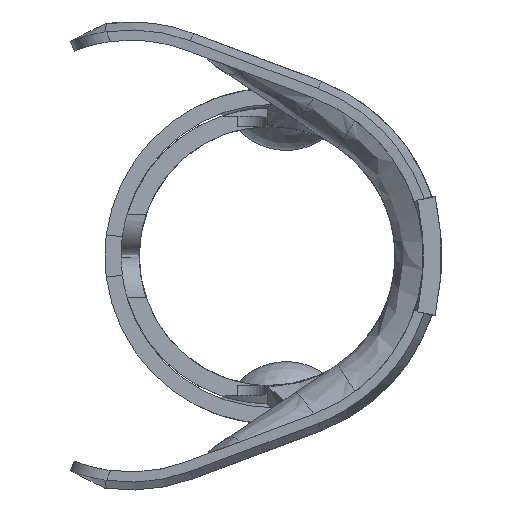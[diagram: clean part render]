
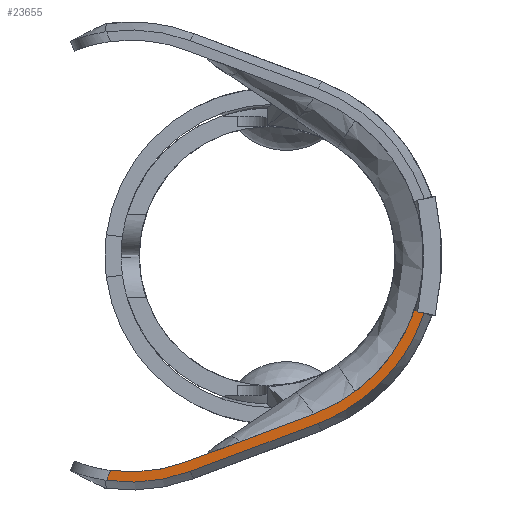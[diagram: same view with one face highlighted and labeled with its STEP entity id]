
A CAD part, left-side view. The second image highlights one B-rep face of the part: STEP entity #23655.
In plain terms, the highlighted planar face has unit normal (-0.996, 0.087, 0).
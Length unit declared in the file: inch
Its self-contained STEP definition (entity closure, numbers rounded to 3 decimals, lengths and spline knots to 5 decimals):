
#602 = LINE ( 'NONE', #8242, #17166 ) ;
#616 = EDGE_CURVE ( 'NONE', #20911, #3956, #602, .T. ) ;
#1341 = ORIENTED_EDGE ( 'NONE', *, *, #4276, .F. ) ;
#1643 = CARTESIAN_POINT ( 'NONE',  ( 0.02183, 0.07847, -0.21329 ) ) ;
#1650 = VERTEX_POINT ( 'NONE', #14418 ) ;
#1653 = ORIENTED_EDGE ( 'NONE', *, *, #9397, .T. ) ;
#1698 = ORIENTED_EDGE ( 'NONE', *, *, #23407, .F. ) ;
#2256 = ORIENTED_EDGE ( 'NONE', *, *, #3614, .F. ) ;
#2980 = CARTESIAN_POINT ( 'NONE',  ( 0.02214, 0.08206, -0.20374 ) ) ;
#3164 = CARTESIAN_POINT ( 'NONE',  ( 0.02866, 0.15658, -0.21212 ) ) ;
#3614 = EDGE_CURVE ( 'NONE', #3956, #11921, #9963, .T. ) ;
#3922 = DIRECTION ( 'NONE',  ( 0.087, 0.996, 0. ) ) ;
#3956 = VERTEX_POINT ( 'NONE', #22410 ) ;
#4276 = EDGE_CURVE ( 'NONE', #20966, #11806, #14224, .T. ) ;
#4537 = CARTESIAN_POINT ( 'NONE',  ( 0.01075, -0.04808, -0.16597 ) ) ;
#4673 = CARTESIAN_POINT ( 'NONE',  ( 0.01075, -0.04808, -0.16597 ) ) ;
#4819 = VECTOR ( 'NONE', #20927, 39.37008 ) ;
#4857 = CARTESIAN_POINT ( 'NONE',  ( 0.02866, 0.15658, -0.21212 ) ) ;
#5651 = LINE ( 'NONE', #13297, #4819 ) ;
#5799 = PLANE ( 'NONE',  #15144 ) ;
#5912 =( BOUNDED_CURVE ( )  B_SPLINE_CURVE ( 3, ( #9200, #16821, #24483, #7319 ),
 .UNSPECIFIED., .F., .F. ) 
 B_SPLINE_CURVE_WITH_KNOTS ( ( 4, 4 ),
 ( 5.07023, 5.9586 ),
 .UNSPECIFIED. ) 
 CURVE ( )  GEOMETRIC_REPRESENTATION_ITEM ( )  RATIONAL_B_SPLINE_CURVE ( ( 1., 0.935, 0.935, 1. ) ) 
 REPRESENTATION_ITEM ( '' )  );
#6131 = CARTESIAN_POINT ( 'NONE',  ( 0.02899, 0.16041, -0.22187 ) ) ;
#6410 = CARTESIAN_POINT ( 'NONE',  ( 0.00266, -0.14055, -0.08842 ) ) ;
#6937 = LINE ( 'NONE', #14565, #8356 ) ;
#7319 = CARTESIAN_POINT ( 'NONE',  ( 0.00234, -0.14428, -0.05326 ) ) ;
#7426 = DIRECTION ( 'NONE',  ( 0.032, 0.366, -0.93 ) ) ;
#8242 = CARTESIAN_POINT ( 'NONE',  ( 0.00318, -0.13467, -0.13359 ) ) ;
#8356 = VECTOR ( 'NONE', #22225, 39.37008 ) ;
#9200 = CARTESIAN_POINT ( 'NONE',  ( 0.01107, -0.04449, -0.15642 ) ) ;
#9276 = CARTESIAN_POINT ( 'NONE',  ( 0.02409, 0.10429, -0.22295 ) ) ;
#9397 = EDGE_CURVE ( 'NONE', #20966, #11921, #16930, .T. ) ;
#9963 = B_SPLINE_CURVE_WITH_KNOTS ( 'NONE', 3,
 ( #1643, #9276, #16901, #24562 ),
 .UNSPECIFIED., .F., .F.,
 ( 4, 4 ),
 ( 0., 0.00212 ),
 .UNSPECIFIED. ) ;
#10593 = B_SPLINE_CURVE_WITH_KNOTS ( 'NONE', 3,
 ( #15906, #23564, #6410, #14034, #21688, #4537 ),
 .UNSPECIFIED., .F., .F.,
 ( 4, 2, 4 ),
 ( 0.00145, 0.00271, 0.00543 ),
 .UNSPECIFIED. ) ;
#10801 = VECTOR ( 'NONE', #7426, 39.37008 ) ;
#11806 = VERTEX_POINT ( 'NONE', #14673 ) ;
#11921 = VERTEX_POINT ( 'NONE', #6131 ) ;
#12269 = ORIENTED_EDGE ( 'NONE', *, *, #616, .F. ) ;
#12491 = CARTESIAN_POINT ( 'NONE',  ( 0.02645, 0.1313, -0.21553 ) ) ;
#13297 = CARTESIAN_POINT ( 'NONE',  ( -0.00445, -0.22181, -0.07935 ) ) ;
#13444 = CARTESIAN_POINT ( 'NONE',  ( 0., -0.171, -0.2315 ) ) ;
#14034 = CARTESIAN_POINT ( 'NONE',  ( 0.00544, -0.10885, -0.13311 ) ) ;
#14224 =( BOUNDED_CURVE ( )  B_SPLINE_CURVE ( 3, ( #4857, #12491, #20119, #2980 ),
 .UNSPECIFIED., .F., .F. ) 
 B_SPLINE_CURVE_WITH_KNOTS ( ( 4, 4 ),
 ( 4.57838, 5.07023 ),
 .UNSPECIFIED. ) 
 CURVE ( )  GEOMETRIC_REPRESENTATION_ITEM ( )  RATIONAL_B_SPLINE_CURVE ( ( 1., 0.98, 0.98, 1. ) ) 
 REPRESENTATION_ITEM ( '' )  );
#14418 = CARTESIAN_POINT ( 'NONE',  ( 0.01107, -0.04449, -0.15642 ) ) ;
#14565 = CARTESIAN_POINT ( 'NONE',  ( 0.015, 0.00041, -0.17321 ) ) ;
#14673 = CARTESIAN_POINT ( 'NONE',  ( 0.02214, 0.08206, -0.20374 ) ) ;
#14921 = VERTEX_POINT ( 'NONE', #15749 ) ;
#15144 = AXIS2_PLACEMENT_3D ( 'NONE', #13444, #21078, #3922 ) ;
#15749 = CARTESIAN_POINT ( 'NONE',  ( 0.00234, -0.14428, -0.05326 ) ) ;
#15869 = DIRECTION ( 'NONE',  ( 0.082, 0.934, -0.349 ) ) ;
#15906 = CARTESIAN_POINT ( 'NONE',  ( 0.00151, -0.15369, -0.05643 ) ) ;
#16566 = VERTEX_POINT ( 'NONE', #17128 ) ;
#16821 = CARTESIAN_POINT ( 'NONE',  ( 0.00688, -0.0924, -0.13851 ) ) ;
#16901 = CARTESIAN_POINT ( 'NONE',  ( 0.0266, 0.13302, -0.22598 ) ) ;
#16930 = LINE ( 'NONE', #24590, #10801 ) ;
#17128 = CARTESIAN_POINT ( 'NONE',  ( 0.00151, -0.15369, -0.05643 ) ) ;
#17166 = VECTOR ( 'NONE', #15869, 39.37008 ) ;
#18658 = EDGE_CURVE ( 'NONE', #14921, #16566, #5651, .T. ) ;
#19445 = ORIENTED_EDGE ( 'NONE', *, *, #18658, .F. ) ;
#19513 = ORIENTED_EDGE ( 'NONE', *, *, #22194, .F. ) ;
#20119 = CARTESIAN_POINT ( 'NONE',  ( 0.02423, 0.10595, -0.21268 ) ) ;
#20677 = EDGE_CURVE ( 'NONE', #1650, #14921, #5912, .T. ) ;
#20911 = VERTEX_POINT ( 'NONE', #4673 ) ;
#20927 = DIRECTION ( 'NONE',  ( -0.083, -0.945, -0.318 ) ) ;
#20966 = VERTEX_POINT ( 'NONE', #3164 ) ;
#21078 = DIRECTION ( 'NONE',  ( 0.996, -0.087, 0. ) ) ;
#21264 = EDGE_LOOP ( 'NONE', ( #19445, #24613, #1698, #1341, #1653, #2256, #12269, #19513 ) ) ;
#21688 = CARTESIAN_POINT ( 'NONE',  ( 0.00819, -0.07742, -0.155 ) ) ;
#22194 = EDGE_CURVE ( 'NONE', #16566, #20911, #10593, .T. ) ;
#22225 = DIRECTION ( 'NONE',  ( -0.082, -0.934, 0.349 ) ) ;
#22410 = CARTESIAN_POINT ( 'NONE',  ( 0.02183, 0.07847, -0.21329 ) ) ;
#22978 = FACE_OUTER_BOUND ( 'NONE', #21264, .T. ) ;
#23407 = EDGE_CURVE ( 'NONE', #11806, #1650, #6937, .T. ) ;
#23564 = CARTESIAN_POINT ( 'NONE',  ( 0.00199, -0.14828, -0.07262 ) ) ;
#23655 = ADVANCED_FACE ( 'NONE', ( #22978 ), #5799, .F. ) ;
#24483 = CARTESIAN_POINT ( 'NONE',  ( 0.00376, -0.12797, -0.10174 ) ) ;
#24562 = CARTESIAN_POINT ( 'NONE',  ( 0.02899, 0.16041, -0.22187 ) ) ;
#24590 = CARTESIAN_POINT ( 'NONE',  ( 0.02537, 0.11894, -0.1165 ) ) ;
#24613 = ORIENTED_EDGE ( 'NONE', *, *, #20677, .F. ) ;
